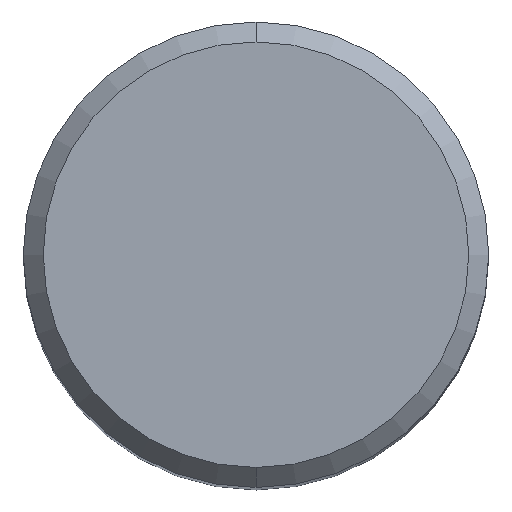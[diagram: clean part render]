
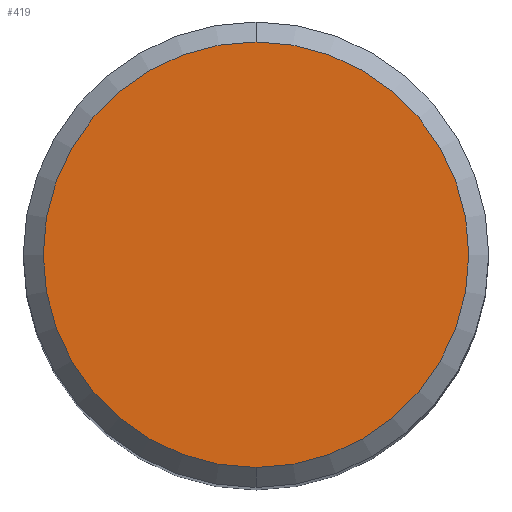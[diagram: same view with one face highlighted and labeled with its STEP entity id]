
A CAD part, top view. The second image highlights one B-rep face of the part: STEP entity #419.
In plain terms, the highlighted planar face has unit normal (0, 0, 1).
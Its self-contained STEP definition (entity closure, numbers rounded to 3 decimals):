
#185=VERTEX_POINT('',#486);
#187=VERTEX_POINT('',#488);
#357=EDGE_CURVE('',#185,#187,#676,.T.);
#419=ADVANCED_FACE('',(#744),#745,.T.);
#449=EDGE_CURVE('',#187,#185,#777,.T.);
#486=CARTESIAN_POINT('',(0.0,6.4,0.0));
#488=CARTESIAN_POINT('',(0.,-6.4,0.0));
#676=CIRCLE('',#1257,6.4);
#744=FACE_OUTER_BOUND('',#1390,.T.);
#745=PLANE('',#1391);
#777=CIRCLE('',#1469,6.4);
#1257=AXIS2_PLACEMENT_3D('',#1715,#1716,#1717);
#1390=EDGE_LOOP('',(#1786,#1787));
#1391=AXIS2_PLACEMENT_3D('',#1788,#1789,#1790);
#1469=AXIS2_PLACEMENT_3D('',#1821,#1822,#1823);
#1715=CARTESIAN_POINT('',(0.0,0.0,0.0));
#1716=DIRECTION('',(0.0,0.0,-1.0));
#1717=DIRECTION('',(0.0,1.0,0.0));
#1786=ORIENTED_EDGE('',*,*,#357,.F.);
#1787=ORIENTED_EDGE('',*,*,#449,.F.);
#1788=CARTESIAN_POINT('',(0.0,3.2,0.0));
#1789=DIRECTION('',(-0.0,0.0,1.0));
#1790=DIRECTION('',(0.0,-1.0,0.0));
#1821=CARTESIAN_POINT('',(0.0,0.0,0.0));
#1822=DIRECTION('',(0.0,0.0,-1.0));
#1823=DIRECTION('',(0.0,1.0,0.0));
